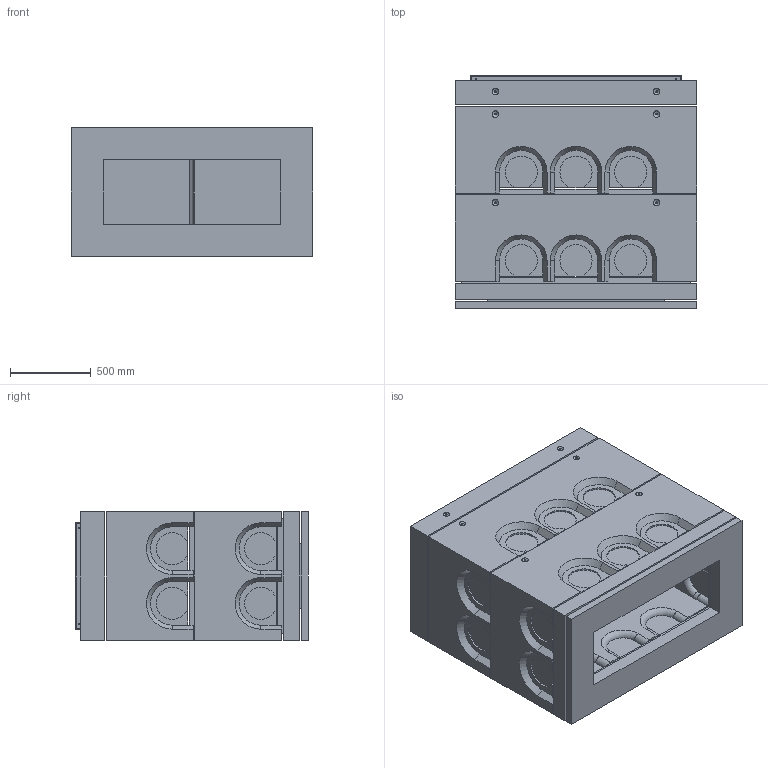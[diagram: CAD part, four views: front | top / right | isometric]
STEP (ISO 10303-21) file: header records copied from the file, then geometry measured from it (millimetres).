
FILE_DESCRIPTION (( 'STEP AP214' ), '1' );
FILE_NAME ('SC-ECO.0613.138.125.STEP', '2020-05-18T09:16:57', ( '' ), ( '' ), 'SwSTEP 2.0', 'SolidWorks 2018', '' );
FILE_SCHEMA (( 'AUTOMOTIVE_DESIGN' ));
Length unit declared in the file: millimetre
Products named in the file (1): SC-ECO.0613.138.125
Bounding box: 1500 x 1444.97 x 800 mm (x, y, z)
Surface area: 15327360.7 mm2 (no closed solid volume)
Topology: 0 solids, 91 shells, 486 faces, 2530 edges, 2096 vertices
Faces by surface type: plane 300, cylinder 116, cone 32, bspline 20, torus 14, sphere 4
Full cylindrical faces by diameter (mm): 5.81 x12, 10 x16, 26.5 x4, 35 x4, 40 x12
Entity records: 36574 total; most frequent: CARTESIAN_POINT 12587, DIRECTION 3362, ORIENTED_EDGE 3351, EDGE_CURVE 2442, VERTEX_POINT 2072, LINE 1672, VECTOR 1672, AXIS2_PLACEMENT_3D 845
